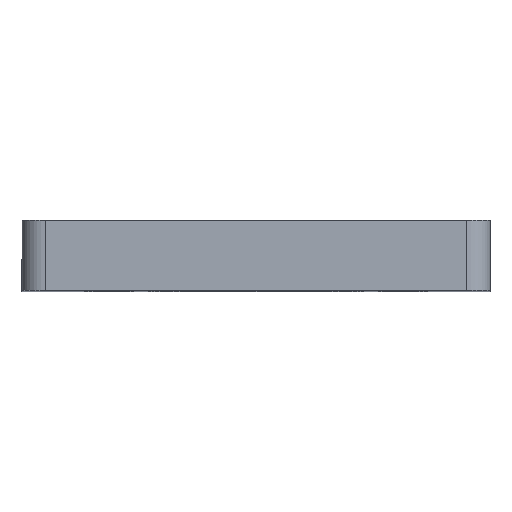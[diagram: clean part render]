
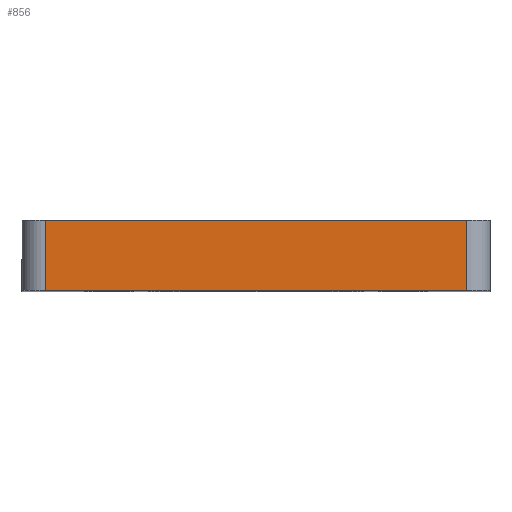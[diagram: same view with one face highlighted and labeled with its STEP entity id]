
A CAD part, top view. The second image highlights one B-rep face of the part: STEP entity #856.
In plain terms, the highlighted planar face has unit normal (0, 0, 1).
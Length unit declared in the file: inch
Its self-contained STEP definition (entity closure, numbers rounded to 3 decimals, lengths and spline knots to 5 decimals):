
#1 = VECTOR ( 'NONE', #43, 39.37008 ) ;
#21 = VERTEX_POINT ( 'NONE', #738 ) ;
#43 = DIRECTION ( 'NONE',  ( 0., 1., 0. ) ) ;
#48 = DIRECTION ( 'NONE',  ( 0., -1., 0. ) ) ;
#138 = PLANE ( 'NONE',  #745 ) ;
#209 = DIRECTION ( 'NONE',  ( -1., 0., 0. ) ) ;
#210 = EDGE_CURVE ( 'NONE', #1039, #1069, #966, .T. ) ;
#218 = EDGE_CURVE ( 'NONE', #522, #1039, #404, .T. ) ;
#267 = CARTESIAN_POINT ( 'NONE',  ( 2.375, 0.375, 3.47146 ) ) ;
#330 = EDGE_CURVE ( 'NONE', #21, #522, #433, .T. ) ;
#363 = FACE_OUTER_BOUND ( 'NONE', #567, .T. ) ;
#404 = LINE ( 'NONE', #750, #442 ) ;
#433 = LINE ( 'NONE', #949, #872 ) ;
#442 = VECTOR ( 'NONE', #48, 39.37008 ) ;
#522 = VERTEX_POINT ( 'NONE', #600 ) ;
#567 = EDGE_LOOP ( 'NONE', ( #1164, #959, #1625, #1103 ) ) ;
#600 = CARTESIAN_POINT ( 'NONE',  ( 0.125, 0.375, 3.47146 ) ) ;
#633 = DIRECTION ( 'NONE',  ( 1., 0., 0. ) ) ;
#656 = EDGE_CURVE ( 'NONE', #1069, #21, #663, .T. ) ;
#663 = LINE ( 'NONE', #267, #1 ) ;
#718 = CARTESIAN_POINT ( 'NONE',  ( 2.375, 0., 3.47146 ) ) ;
#738 = CARTESIAN_POINT ( 'NONE',  ( 2.375, 0.375, 3.47146 ) ) ;
#745 = AXIS2_PLACEMENT_3D ( 'NONE', #1621, #979, #1245 ) ;
#750 = CARTESIAN_POINT ( 'NONE',  ( 0.125, 0.375, 3.47146 ) ) ;
#767 = CARTESIAN_POINT ( 'NONE',  ( 0.125, 0., 3.47146 ) ) ;
#807 = VECTOR ( 'NONE', #633, 39.37008 ) ;
#856 = ADVANCED_FACE ( 'NONE', ( #363 ), #138, .T. ) ;
#872 = VECTOR ( 'NONE', #209, 39.37008 ) ;
#949 = CARTESIAN_POINT ( 'NONE',  ( 2.5, 0.375, 3.47146 ) ) ;
#959 = ORIENTED_EDGE ( 'NONE', *, *, #218, .T. ) ;
#966 = LINE ( 'NONE', #1469, #807 ) ;
#979 = DIRECTION ( 'NONE',  ( 0., 0., 1. ) ) ;
#1039 = VERTEX_POINT ( 'NONE', #767 ) ;
#1069 = VERTEX_POINT ( 'NONE', #718 ) ;
#1103 = ORIENTED_EDGE ( 'NONE', *, *, #656, .T. ) ;
#1164 = ORIENTED_EDGE ( 'NONE', *, *, #330, .T. ) ;
#1245 = DIRECTION ( 'NONE',  ( 1., 0., 0. ) ) ;
#1469 = CARTESIAN_POINT ( 'NONE',  ( 2.5, 0., 3.47146 ) ) ;
#1621 = CARTESIAN_POINT ( 'NONE',  ( 2.5, 0.375, 3.47146 ) ) ;
#1625 = ORIENTED_EDGE ( 'NONE', *, *, #210, .T. ) ;
